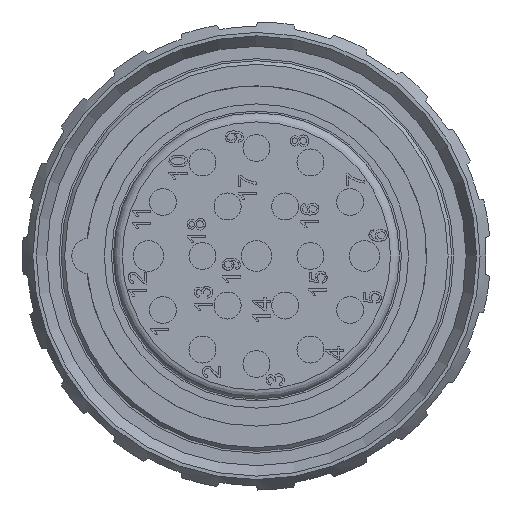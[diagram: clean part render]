
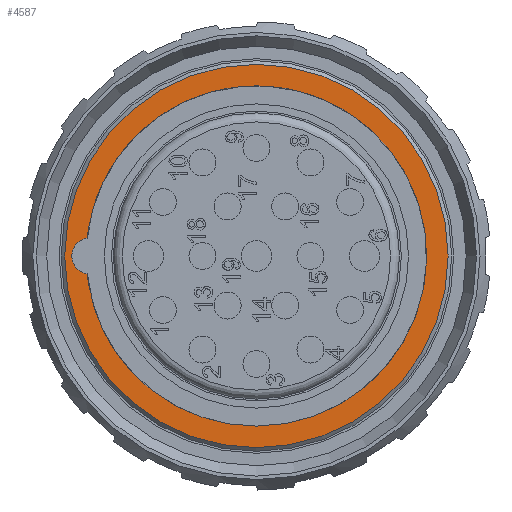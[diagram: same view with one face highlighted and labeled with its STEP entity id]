
A CAD part, left-side view. The second image highlights one B-rep face of the part: STEP entity #4587.
In plain terms, the highlighted planar face has unit normal (-1, 0, 0).
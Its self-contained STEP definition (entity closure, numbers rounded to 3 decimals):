
#4587=ADVANCED_FACE('',(#6327,#6328),#5635,.T.);
#5635=PLANE('',#18294);
#6327=FACE_BOUND('',#6899,.T.);
#6328=FACE_BOUND('',#6900,.T.);
#6899=EDGE_LOOP('',(#8423));
#6900=EDGE_LOOP('',(#8424));
#8423=ORIENTED_EDGE('',*,*,#14965,.T.);
#8424=ORIENTED_EDGE('',*,*,#14964,.T.);
#13305=VERTEX_POINT('',#23833);
#13306=VERTEX_POINT('',#23836);
#14964=EDGE_CURVE('',#13305,#13305,#17501,.T.);
#14965=EDGE_CURVE('',#13306,#13306,#17502,.T.);
#17501=CIRCLE('',#18291,10.65);
#17502=CIRCLE('',#18293,9.45);
#18291=AXIS2_PLACEMENT_3D('',#23832,#20282,#20283);
#18293=AXIS2_PLACEMENT_3D('',#23835,#20286,#20287);
#18294=AXIS2_PLACEMENT_3D('',#23837,#20288,#20289);
#20282=DIRECTION('',(-1.,0.,0.));
#20283=DIRECTION('',(0.,0.,1.));
#20286=DIRECTION('',(1.,0.,0.));
#20287=DIRECTION('',(0.,0.,-1.));
#20288=DIRECTION('',(-1.,0.,0.));
#20289=DIRECTION('',(0.,0.,1.));
#23832=CARTESIAN_POINT('',(43.,50.,0.));
#23833=CARTESIAN_POINT('',(43.,50.,10.65));
#23835=CARTESIAN_POINT('',(43.,50.,0.));
#23836=CARTESIAN_POINT('',(43.,50.,-9.45));
#23837=CARTESIAN_POINT('',(43.,60.85,0.));
